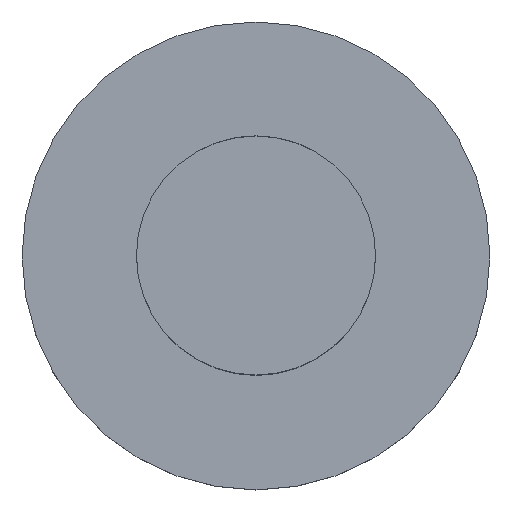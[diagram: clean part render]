
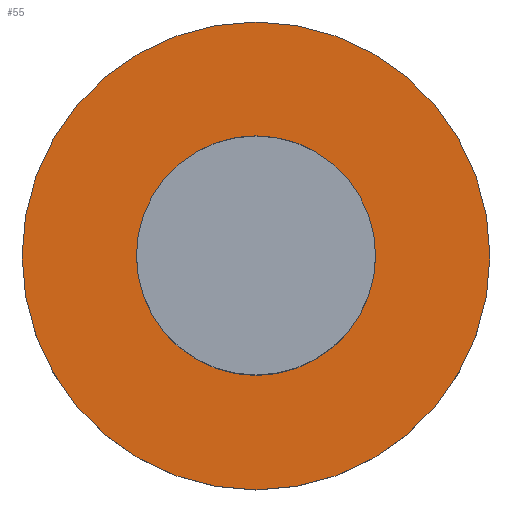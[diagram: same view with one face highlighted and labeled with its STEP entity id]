
A CAD part, top view. The second image highlights one B-rep face of the part: STEP entity #55.
In plain terms, the highlighted planar face has unit normal (0, 0, 1).
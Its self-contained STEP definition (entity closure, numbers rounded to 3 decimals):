
#55=ADVANCED_FACE('240[2]',(#146,#147),#148,.T.);
#102=EDGE_CURVE('240[2]',#220,#220,#221,.T.);
#109=EDGE_CURVE('240[2]',#230,#230,#231,.T.);
#146=FACE_BOUND('',#269,.T.);
#147=FACE_OUTER_BOUND('',#270,.T.);
#148=PLANE('',#271);
#220=VERTEX_POINT('',#524);
#221=CIRCLE('',#525,23.0);
#230=VERTEX_POINT('',#537);
#231=CIRCLE('',#538,45.0);
#269=EDGE_LOOP('',(#610));
#270=EDGE_LOOP('',(#611));
#271=AXIS2_PLACEMENT_3D('',#612,#613,#614);
#524=CARTESIAN_POINT('',(23.0,0.0,0.0));
#525=AXIS2_PLACEMENT_3D('',#684,#685,#686);
#537=CARTESIAN_POINT('',(0.,45.0,0.));
#538=AXIS2_PLACEMENT_3D('',#695,#696,#697);
#610=ORIENTED_EDGE('',*,*,#102,.T.);
#611=ORIENTED_EDGE('',*,*,#109,.T.);
#612=CARTESIAN_POINT('',(0.,22.5,0.));
#613=DIRECTION('',(0.,0.,1.0));
#614=DIRECTION('',(0.,1.0,0.));
#684=CARTESIAN_POINT('',(0.0,0.,0.));
#685=DIRECTION('',(0.,0.,-1.0));
#686=DIRECTION('',(1.0,0.,0.));
#695=CARTESIAN_POINT('',(0.0,0.0,0.0));
#696=DIRECTION('',(0.,0.,1.0));
#697=DIRECTION('',(0.,1.0,0.));
